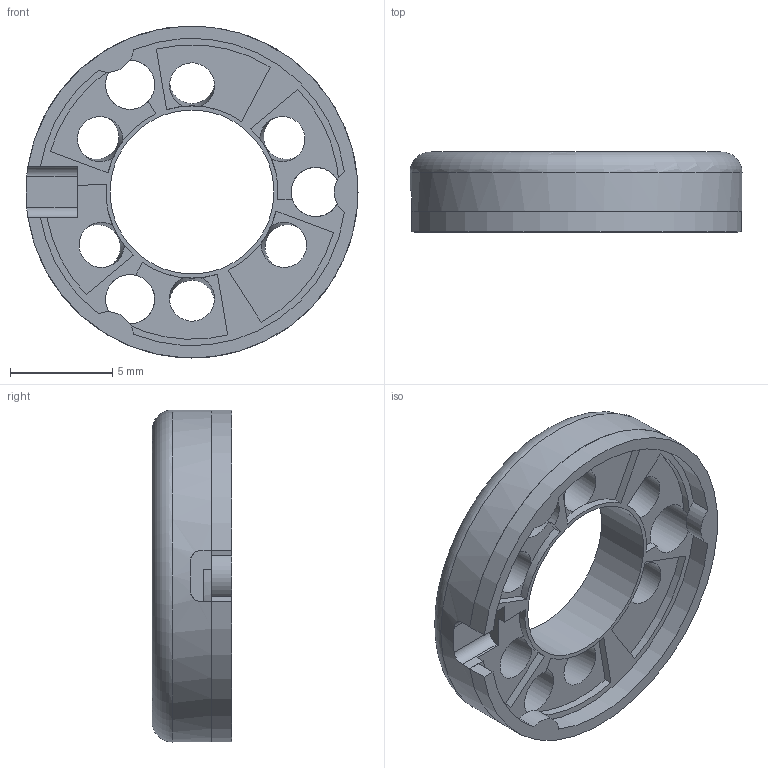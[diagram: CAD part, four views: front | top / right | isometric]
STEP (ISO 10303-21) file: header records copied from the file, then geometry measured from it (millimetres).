
FILE_DESCRIPTION (( 'STEP AP203' ), '1' );
FILE_NAME ('collimator.STEP', '2024-09-16T16:04:12', ( '' ), ( '' ), 'SwSTEP 2.0', 'SolidWorks 2022', '' );
FILE_SCHEMA (( 'CONFIG_CONTROL_DESIGN' ));
Length unit declared in the file: millimetre
Products named in the file (1): collimator
Bounding box: 16.2 x 3.9 x 16.2 mm (x, y, z)
Volume: 339.1 mm3; surface area: 794.4 mm2
Topology: 2 solids, 2 shells, 68 faces, 197 edges, 126 vertices
Faces by surface type: plane 34, cylinder 33, torus 1
Full cylindrical faces by diameter (mm): 2.2 x6, 2.4 x3, 8 x1, 16.2 x1
Entity records: 2311 total; most frequent: CARTESIAN_POINT 533, DIRECTION 360, ORIENTED_EDGE 348, EDGE_CURVE 174, AXIS2_PLACEMENT_3D 140, VERTEX_POINT 115, EDGE_LOOP 93, FACE_OUTER_BOUND 80
